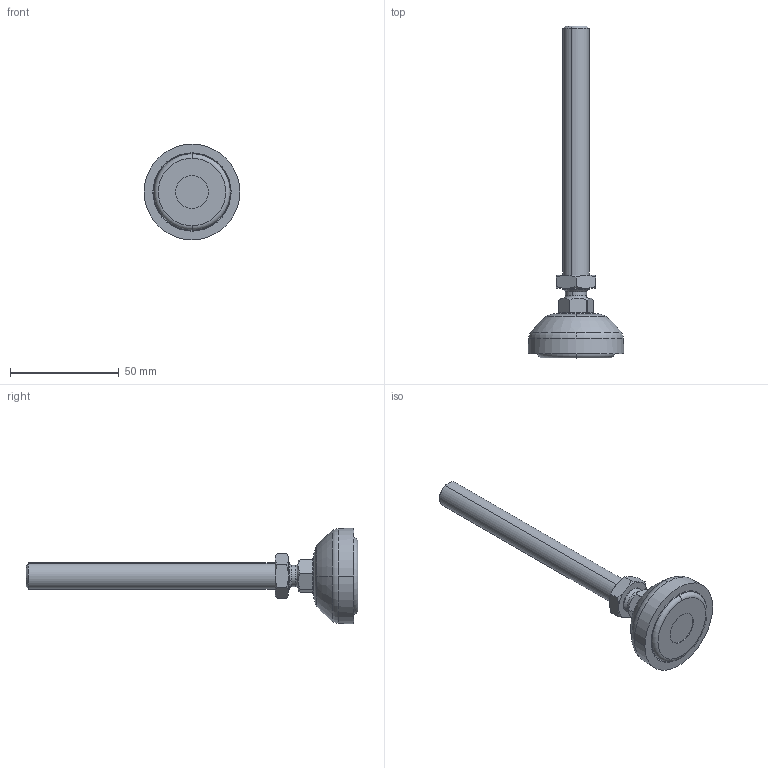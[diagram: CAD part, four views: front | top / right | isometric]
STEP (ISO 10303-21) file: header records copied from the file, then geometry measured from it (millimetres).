
FILE_DESCRIPTION (( 'STEP AP203' ), '1' );
FILE_NAME ('A60.10.45.05 Die cast swivel feet 45 - M12 x 125.STEP', '2018-09-28T13:20:58', ( '' ), ( '' ), 'SwSTEP 2.0', 'SolidWorks 2015', '' );
FILE_SCHEMA (( 'CONFIG_CONTROL_DESIGN' ));
Length unit declared in the file: inch
Products named in the file (2): A60.10.45.05 Die cast swivel feet 45 - M12 x 125
Bounding box: 44 x 152.5 x 44 mm (x, y, z)
Volume: 38722.4 mm3; surface area: 17268.9 mm2
Topology: 5 solids, 5 shells, 417 faces, 1006 edges, 591 vertices
Faces by surface type: bspline 107, cylinder 89, torus 71, cone 59, plane 58, sphere 33
Entity records: 15178 total; most frequent: CARTESIAN_POINT 6102, ORIENTED_EDGE 1972, DIRECTION 1810, EDGE_CURVE 986, AXIS2_PLACEMENT_3D 807, VERTEX_POINT 585, CIRCLE 495, EDGE_LOOP 429
